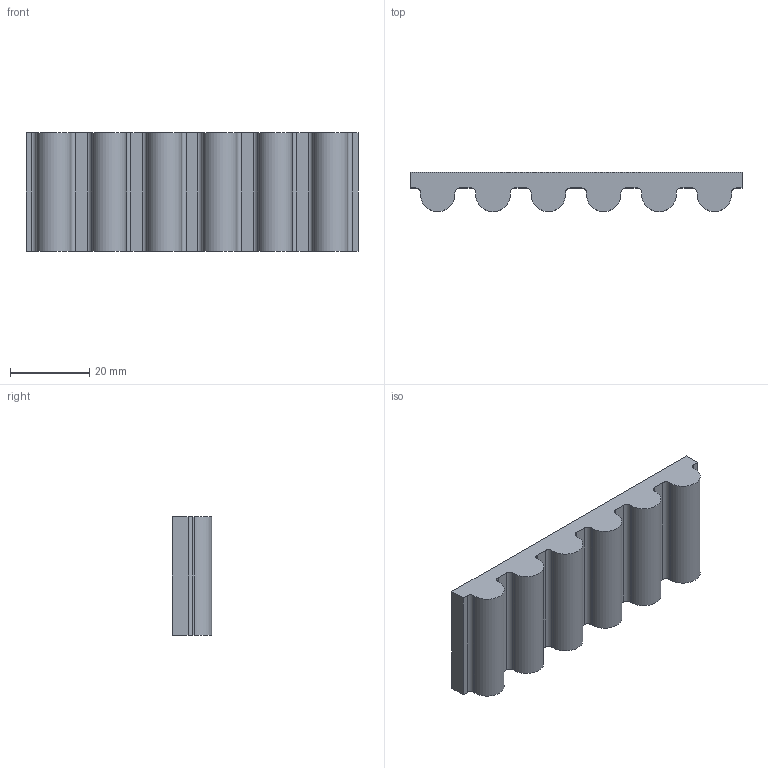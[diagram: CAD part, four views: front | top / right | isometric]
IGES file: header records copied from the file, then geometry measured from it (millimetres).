
Global section: file name: _cgs_temp_output.igs; native system: Creo Parametric by Parametric Technology Corporation; preprocessor: 2016360; author: SYSTEM; organization: Unknown; date: 20170924.061510; units: millimetre
Bounding box: 84 x 10 x 30 mm (x, y, z)
Volume: 18156.4 mm3; surface area: 7794.2 mm2
Topology: 1 solids, 1 shells, 42 faces, 120 edges, 80 vertices
Faces by surface type: bspline 24, revolution 18
